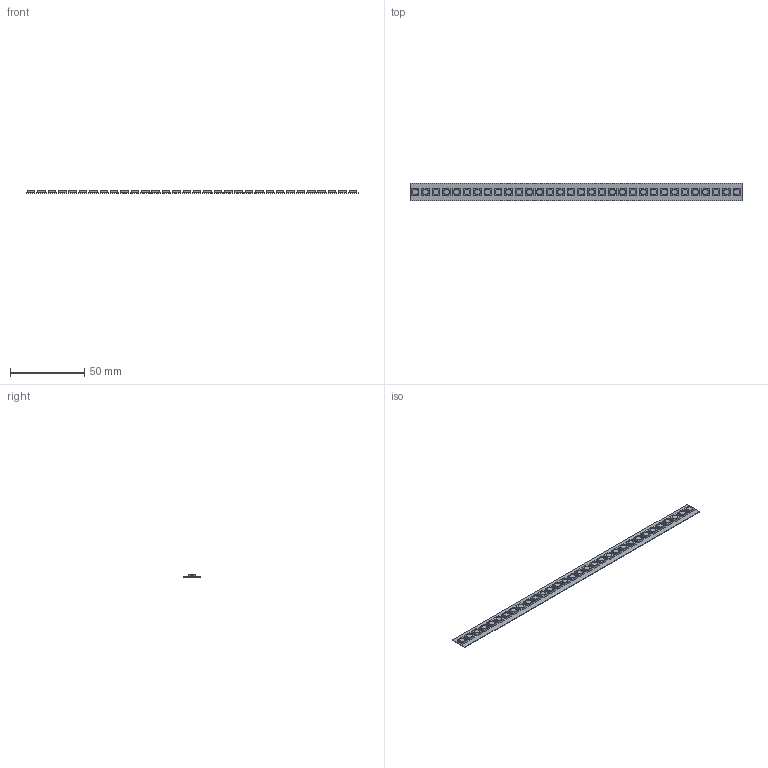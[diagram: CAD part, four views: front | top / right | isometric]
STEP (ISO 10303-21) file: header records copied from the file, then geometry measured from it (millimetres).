
FILE_DESCRIPTION(/* description */ (''),/* implementation_level */ '2;1');
FILE_NAME(/* name */ '1376 NeoPixel Strip.step',/* time_stamp */ '2018-07-07T15:37:09-04:00',/* author */ ('Adafruit'),/* organization */ (''),/* preprocessor_version */ 'ST-DEVELOPER v17',/* originating_system */ 'Autodesk Translation Framework v7.1.0.215',/* authorisation */ '');
FILE_SCHEMA (('AUTOMOTIVE_DESIGN { 1 0 10303 214 3 1 1 }'));
Length unit declared in the file: millimetre
Products named in the file (1): NeoPixel Strip [parametric]
Bounding box: 224 x 12 x 1.74 mm (x, y, z)
Volume: 1953.5 mm3; surface area: 6512.9 mm2
Topology: 1 solids, 1 shells, 230 faces, 492 edges, 328 vertices
Faces by surface type: plane 198, cylinder 32
Full cylindrical faces by diameter (mm): 4 x32
Entity records: 6173 total; most frequent: CARTESIAN_POINT 1051, DIRECTION 1018, ORIENTED_EDGE 984, EDGE_CURVE 492, LINE 428, VECTOR 428, VERTEX_POINT 328, AXIS2_PLACEMENT_3D 295
